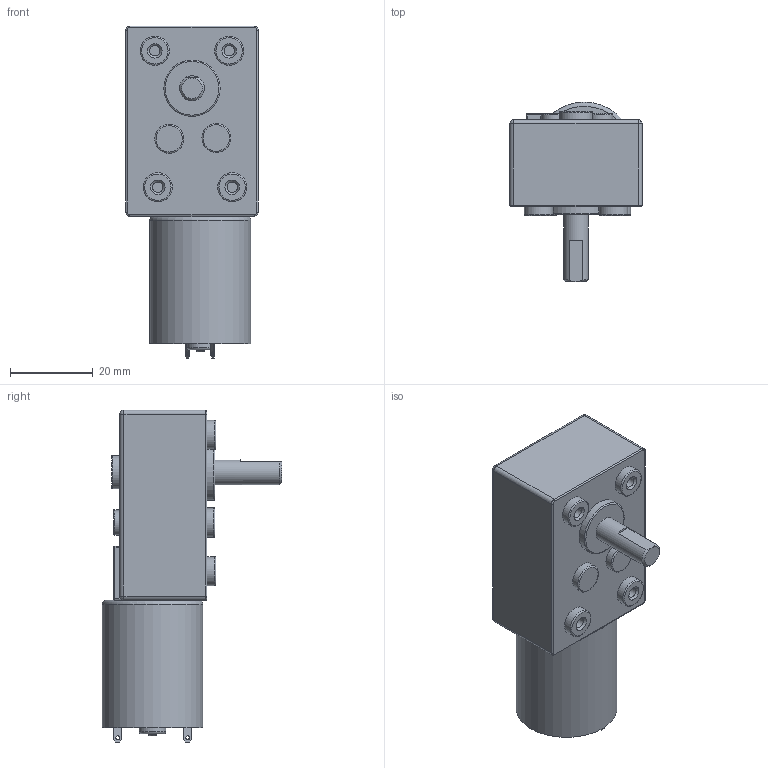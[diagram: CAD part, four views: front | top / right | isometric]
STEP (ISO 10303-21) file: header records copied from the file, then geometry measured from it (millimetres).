
FILE_DESCRIPTION((''),'2;1');
FILE_NAME('KWA SERIES.stp','2015-02-26T17:36:38',('AHN'),(''),'Autodesk Inventor 2012','Autodesk Inventor 2012','');
FILE_SCHEMA(('CONFIG_CONTROL_DESIGN'));
Length unit declared in the file: millimetre
Products named in the file (1): KWA
Bounding box: 32 x 43.5 x 80.3 mm (x, y, z)
Volume: 46586.4 mm3; surface area: 9825.3 mm2
Topology: 1 solids, 1 shells, 140 faces, 296 edges, 180 vertices
Faces by surface type: cylinder 56, plane 54, torus 17, sphere 8, cone 5
Full cylindrical faces by diameter (mm): 1 x2, 1.5 x2, 2 x1, 2.5 x4, 6 x3, 6.5 x1, 7 x6, 8 x1, 13.6 x1, 23.4 x1, 24.4 x1
Entity records: 3679 total; most frequent: DIRECTION 660, CARTESIAN_POINT 581, ORIENTED_EDGE 496, AXIS2_PLACEMENT_3D 275, EDGE_CURVE 248, EDGE_LOOP 208, VERTEX_POINT 174, FACE_OUTER_BOUND 140
